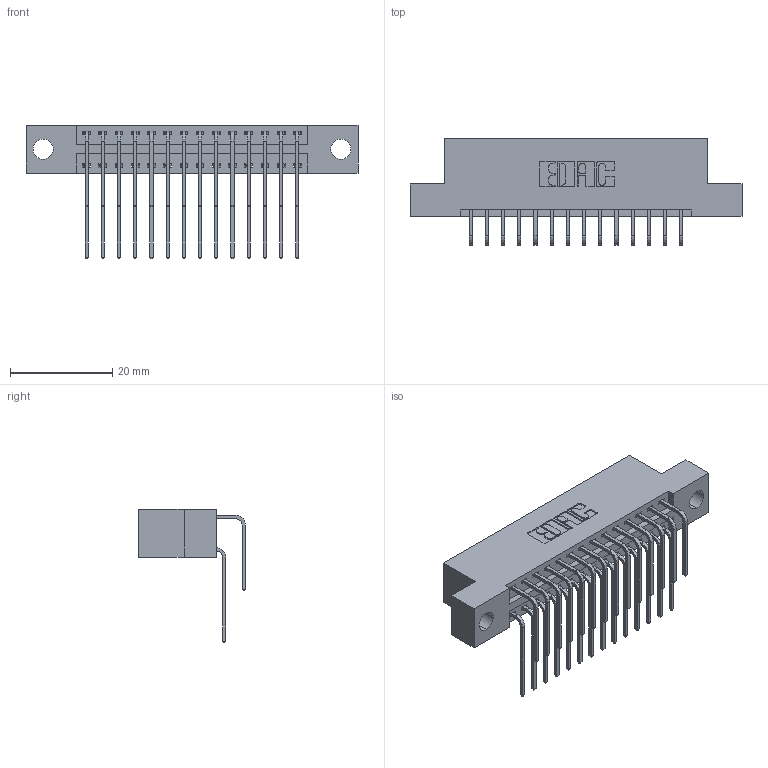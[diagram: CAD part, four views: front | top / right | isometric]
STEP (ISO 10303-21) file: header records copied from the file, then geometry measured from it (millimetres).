
FILE_DESCRIPTION (( 'STEP AP203' ), '1' );
FILE_NAME ('346-028-559-204.STEP', '2022-05-19T15:38:53', ( '' ), ( '' ), 'SwSTEP 2.0', 'SolidWorks 2020', '' );
FILE_SCHEMA (( 'CONFIG_CONTROL_DESIGN' ));
Length unit declared in the file: inch
Products named in the file (4): 345-292-001_558 559 Tail - 1; 346-028-559-204; 346 Part_Flush Mounting Lugs - 0.156 Dia-TH; 345-292-001_559 Tail - 2
Assembly tree (29 placements, depth 2):
  346-028-559-204
    346 Part_Flush Mounting Lugs - 0.156 Dia-TH
    345-292-001_558 559 Tail - 1  x14
    345-292-001_559 Tail - 2  x14
Bounding box: 65.02 x 20.89 x 26.16 mm (x, y, z)
Volume: 6178.8 mm3; surface area: 8675.8 mm2
Topology: 29 solids, 29 shells, 1648 faces, 4873 edges, 3210 vertices
Faces by surface type: plane 1126, cylinder 522
Entity records: 15109 total; most frequent: CARTESIAN_POINT 2585, ORIENTED_EDGE 2466, DIRECTION 2301, EDGE_CURVE 1233, VECTOR 1005, LINE 1005, VERTEX_POINT 818, AXIS2_PLACEMENT_3D 648
